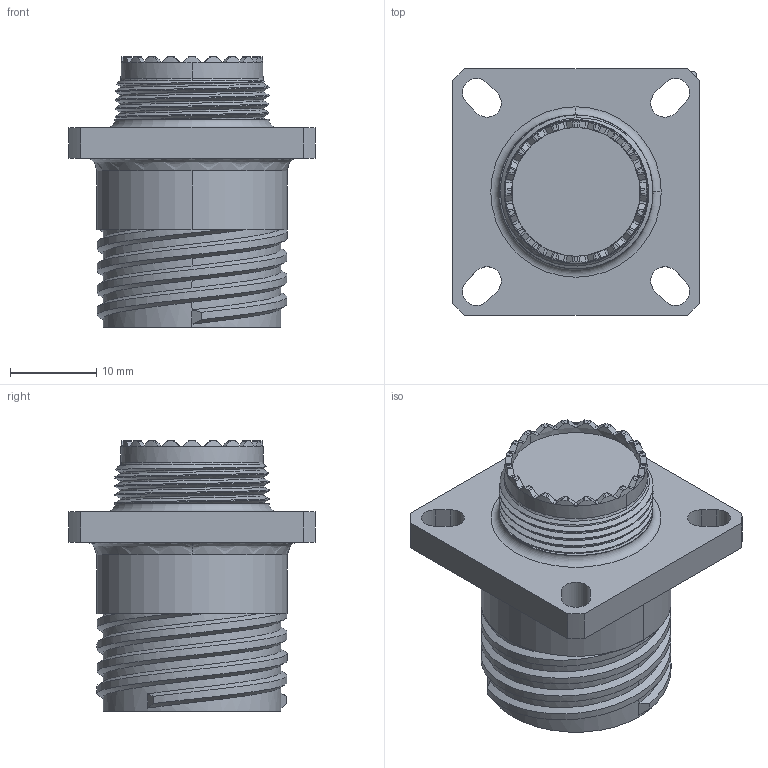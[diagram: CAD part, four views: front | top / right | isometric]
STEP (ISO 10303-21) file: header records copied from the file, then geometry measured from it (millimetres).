
FILE_DESCRIPTION((''),'2;1');
FILE_NAME('8D-20-13_SW0001','2012-02-22T',('sfremont'),('SOURIAU'),'PRO/ENGINEER BY PARAMETRIC TECHNOLOGY CORPORATION, 2010140','PRO/ENGINEER BY PARAMETRIC TECHNOLOGY CORPORATION, 2010140','');
FILE_SCHEMA(('CONFIG_CONTROL_DESIGN'));
Length unit declared in the file: millimetre
Products named in the file (1): 8D-20-13_SW0001
Bounding box: 28.55 x 28.55 x 31.32 mm (x, y, z)
Volume: 11324.9 mm3; surface area: 4224.8 mm2
Topology: 1 solids, 1 shells, 245 faces, 689 edges, 449 vertices
Faces by surface type: cylinder 103, plane 92, cone 22, bspline 15, torus 9, revolution 2, sphere 2
Entity records: 12660 total; most frequent: CARTESIAN_POINT 6810, ORIENTED_EDGE 1374, DIRECTION 986, EDGE_CURVE 687, VERTEX_POINT 449, AXIS2_PLACEMENT_3D 373, B_SPLINE_CURVE_WITH_KNOTS 306, EDGE_LOOP 258
